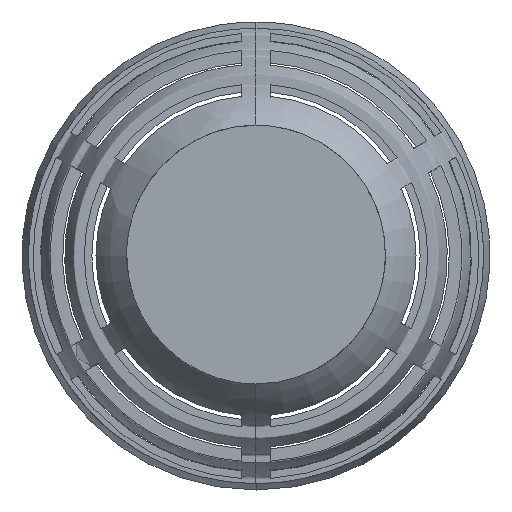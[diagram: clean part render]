
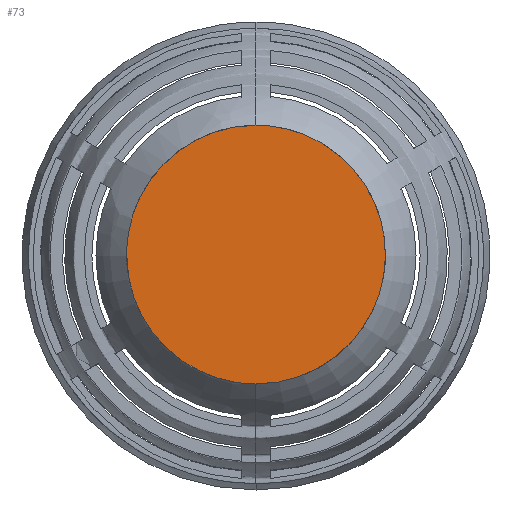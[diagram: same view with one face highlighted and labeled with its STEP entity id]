
A CAD part, top view. The second image highlights one B-rep face of the part: STEP entity #73.
In plain terms, the highlighted planar face has unit normal (0, 0, 1).
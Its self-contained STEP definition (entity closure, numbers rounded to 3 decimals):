
#73=ADVANCED_FACE('',(#240),#2167,.T.);
#240=FACE_OUTER_BOUND('',#407,.T.);
#407=EDGE_LOOP('',(#616,#617,#618));
#616=ORIENTED_EDGE('',*,*,#1428,.T.);
#617=ORIENTED_EDGE('',*,*,#1429,.T.);
#618=ORIENTED_EDGE('',*,*,#1430,.T.);
#1428=EDGE_CURVE('',#1839,#1840,#2348,.T.);
#1429=EDGE_CURVE('',#1840,#1841,#2349,.T.);
#1430=EDGE_CURVE('',#1841,#1839,#2350,.T.);
#1839=VERTEX_POINT('',#3138);
#1840=VERTEX_POINT('',#3139);
#1841=VERTEX_POINT('',#3140);
#2167=PLANE('',#2759);
#2348=(
BOUNDED_CURVE()
B_SPLINE_CURVE(2,(#3167,#3168,#3169),.UNSPECIFIED.,.F.,.F.)
B_SPLINE_CURVE_WITH_KNOTS((3,3),(-6.283,-4.712),
 .UNSPECIFIED.)
CURVE()
GEOMETRIC_REPRESENTATION_ITEM()
RATIONAL_B_SPLINE_CURVE((1.,0.707,1.))
REPRESENTATION_ITEM('')
);
#2349=(
BOUNDED_CURVE()
B_SPLINE_CURVE(2,(#3170,#3171,#3172,#3173,#3174),.UNSPECIFIED.,.F.,.F.)
B_SPLINE_CURVE_WITH_KNOTS((3,2,3),(-4.712,-3.142,-1.571),
 .UNSPECIFIED.)
CURVE()
GEOMETRIC_REPRESENTATION_ITEM()
RATIONAL_B_SPLINE_CURVE((1.,0.707,1.,0.707,1.))
REPRESENTATION_ITEM('')
);
#2350=(
BOUNDED_CURVE()
B_SPLINE_CURVE(2,(#3175,#3176,#3177),.UNSPECIFIED.,.F.,.F.)
B_SPLINE_CURVE_WITH_KNOTS((3,3),(-1.571,0.),.UNSPECIFIED.)
CURVE()
GEOMETRIC_REPRESENTATION_ITEM()
RATIONAL_B_SPLINE_CURVE((1.,0.707,1.))
REPRESENTATION_ITEM('')
);
#2759=AXIS2_PLACEMENT_3D('',#2987,#2853,$);
#2853=DIRECTION('',(0.,0.,1.));
#2987=CARTESIAN_POINT('',(-114.012,-116.806,277.086));
#3138=CARTESIAN_POINT('',(-95.,-2.794,277.086));
#3139=CARTESIAN_POINT('',(0.,-97.794,277.086));
#3140=CARTESIAN_POINT('',(0.,92.206,277.086));
#3167=CARTESIAN_POINT('',(-95.,-2.794,277.086));
#3168=CARTESIAN_POINT('',(-95.,-97.794,277.086));
#3169=CARTESIAN_POINT('',(0.,-97.794,277.086));
#3170=CARTESIAN_POINT('',(0.,-97.794,277.086));
#3171=CARTESIAN_POINT('',(95.,-97.794,277.086));
#3172=CARTESIAN_POINT('',(95.,-2.794,277.086));
#3173=CARTESIAN_POINT('',(95.,92.206,277.086));
#3174=CARTESIAN_POINT('',(0.,92.206,277.086));
#3175=CARTESIAN_POINT('',(0.,92.206,277.086));
#3176=CARTESIAN_POINT('',(-95.,92.206,277.086));
#3177=CARTESIAN_POINT('',(-95.,-2.794,277.086));
